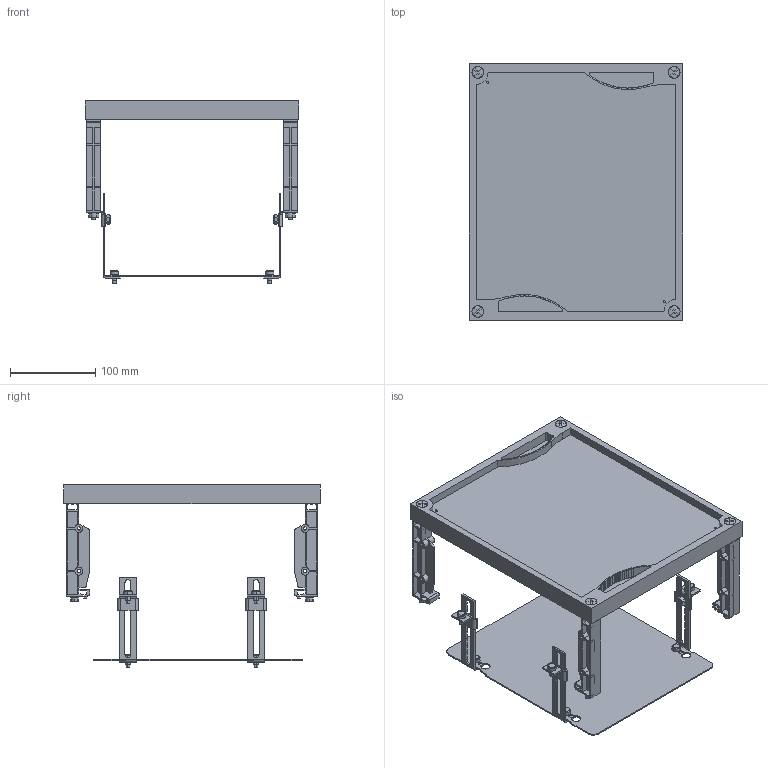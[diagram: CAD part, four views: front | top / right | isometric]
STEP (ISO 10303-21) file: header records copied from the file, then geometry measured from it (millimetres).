
FILE_DESCRIPTION(('STEP AP214'),'1');
FILE_NAME('cctmp_5D9B9ABF-6133-4064-81A3-AC89330F6163_2023_07_22_14_09_10_0401..stp','2023-07-22T12:09:13',('SIEMENS A&D'),('CADClick - www.CADClick.com'),'Spatial InterOp 3D postprocessed',' ','unknown authorization');
FILE_SCHEMA(('AUTOMOTIVE_DESIGN'));
Length unit declared in the file: millimetre
Products named in the file (31): cc_unnamed; 2023_07_22_14_09_10_0342; 2023_07_22_14_09_10_0338; 2023_07_22_14_09_10_0334; 2023_07_22_14_09_10_0330; 2023_07_22_14_09_10_0326; 2023_07_22_14_09_10_0322; 2023_07_22_14_09_10_0318; 2023_07_22_14_09_10_0314; 2023_07_22_14_09_10_0310; 2023_07_22_14_09_10_0306; 2023_07_22_14_09_10_0302; 2023_07_22_14_09_10_0298; 2023_07_22_14_09_10_0294; 2023_07_22_14_09_10_0290; 2023_07_22_14_09_10_0286; 2023_07_22_14_09_10_0282; 2023_07_22_14_09_10_0278; 2023_07_22_14_09_10_0274; 2023_07_22_14_09_10_0270; 2023_07_22_14_09_10_0266; 2023_07_22_14_09_10_0262; 2023_07_22_14_09_10_0258; 2023_07_22_14_09_10_0254; 2023_07_22_14_09_10_0250; 2023_07_22_14_09_10_0246; 2023_07_22_14_09_10_0242; 2023_07_22_14_09_10_0238; 2023_07_22_14_09_10_0234; 2023_07_22_14_09_10_0230; 2023_07_22_14_09_10_0226
Assembly tree (30 placements, depth 2):
  cc_unnamed
    2023_07_22_14_09_10_0342
    2023_07_22_14_09_10_0338
    2023_07_22_14_09_10_0334
    2023_07_22_14_09_10_0330
    2023_07_22_14_09_10_0326
    2023_07_22_14_09_10_0322
    2023_07_22_14_09_10_0318
    2023_07_22_14_09_10_0314
    2023_07_22_14_09_10_0310
    2023_07_22_14_09_10_0306
    2023_07_22_14_09_10_0302
    2023_07_22_14_09_10_0298
    2023_07_22_14_09_10_0294
    2023_07_22_14_09_10_0290
    2023_07_22_14_09_10_0286
    2023_07_22_14_09_10_0282
    2023_07_22_14_09_10_0278
    2023_07_22_14_09_10_0274
    2023_07_22_14_09_10_0270
    2023_07_22_14_09_10_0266
    2023_07_22_14_09_10_0262
    2023_07_22_14_09_10_0258
    2023_07_22_14_09_10_0254
    2023_07_22_14_09_10_0250
    2023_07_22_14_09_10_0246
    2023_07_22_14_09_10_0242
    2023_07_22_14_09_10_0238
    2023_07_22_14_09_10_0234
    2023_07_22_14_09_10_0230
    2023_07_22_14_09_10_0226
Bounding box: 250 x 300 x 214.43 mm (x, y, z)
Volume: 574789.3 mm3; surface area: 398472.5 mm2
Topology: 30 solids, 30 shells, 1558 faces, 4188 edges, 2752 vertices
Faces by surface type: plane 1096, cylinder 374, cone 56, torus 32
Entity records: 54401 total; most frequent: CARTESIAN_POINT 9129, ORIENTED_EDGE 8376, DIRECTION 8234, EDGE_CURVE 4188, LINE 3080, VECTOR 3080, VERTEX_POINT 2752, AXIS2_PLACEMENT_3D 2577
